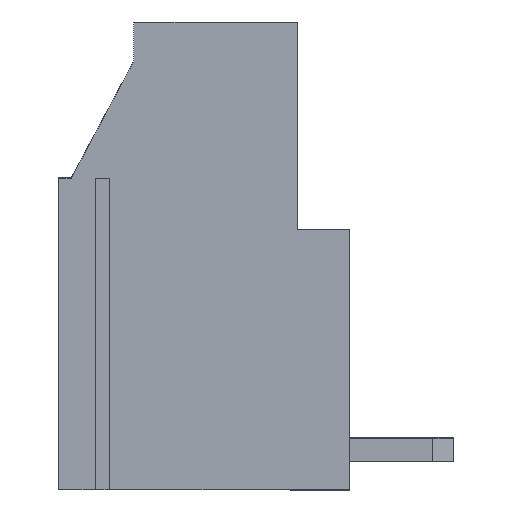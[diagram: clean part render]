
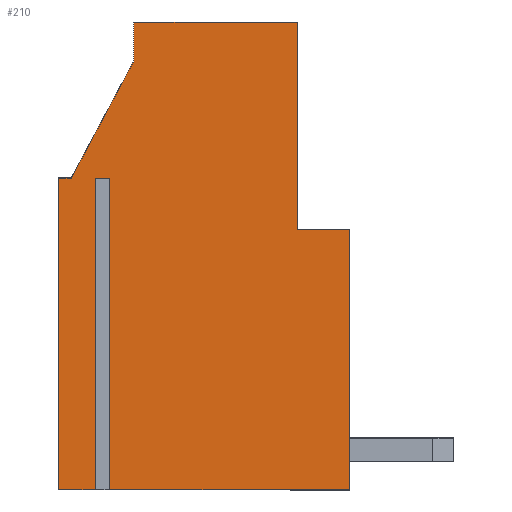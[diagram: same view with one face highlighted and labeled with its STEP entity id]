
A CAD part, front view. The second image highlights one B-rep face of the part: STEP entity #210.
In plain terms, the highlighted planar face has unit normal (0, -1, 0).
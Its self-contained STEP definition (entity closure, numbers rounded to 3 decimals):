
#210 = ADVANCED_FACE( '', ( #482 ), #483, .T. );
#482 = FACE_OUTER_BOUND( '', #836, .T. );
#483 = PLANE( '', #837 );
#836 = EDGE_LOOP( '', ( #1306, #1307, #1308, #1309, #1310, #1311, #1312, #1313, #1314, #1315, #1316, #1317, #1318 ) );
#837 = AXIS2_PLACEMENT_3D( '', #1319, #1320, #1321 );
#1306 = ORIENTED_EDGE( '', *, *, #2270, .T. );
#1307 = ORIENTED_EDGE( '', *, *, #2271, .T. );
#1308 = ORIENTED_EDGE( '', *, *, #2272, .T. );
#1309 = ORIENTED_EDGE( '', *, *, #2273, .F. );
#1310 = ORIENTED_EDGE( '', *, *, #2274, .F. );
#1311 = ORIENTED_EDGE( '', *, *, #2165, .F. );
#1312 = ORIENTED_EDGE( '', *, *, #2275, .T. );
#1313 = ORIENTED_EDGE( '', *, *, #2276, .T. );
#1314 = ORIENTED_EDGE( '', *, *, #2277, .T. );
#1315 = ORIENTED_EDGE( '', *, *, #2210, .T. );
#1316 = ORIENTED_EDGE( '', *, *, #2278, .T. );
#1317 = ORIENTED_EDGE( '', *, *, #2279, .T. );
#1318 = ORIENTED_EDGE( '', *, *, #2280, .F. );
#1319 = CARTESIAN_POINT( '', ( 0., -7.62, 0. ) );
#1320 = DIRECTION( '', ( 0., -1., 0. ) );
#1321 = DIRECTION( '', ( 0., 0., -1. ) );
#2165 = EDGE_CURVE( '', #2582, #2584, #2585, .T. );
#2210 = EDGE_CURVE( '', #2666, #2667, #2668, .T. );
#2270 = EDGE_CURVE( '', #2772, #2773, #2774, .T. );
#2271 = EDGE_CURVE( '', #2773, #2775, #2776, .T. );
#2272 = EDGE_CURVE( '', #2775, #2777, #2778, .T. );
#2273 = EDGE_CURVE( '', #2779, #2777, #2780, .T. );
#2274 = EDGE_CURVE( '', #2584, #2779, #2781, .T. );
#2275 = EDGE_CURVE( '', #2582, #2782, #2783, .T. );
#2276 = EDGE_CURVE( '', #2782, #2784, #2785, .T. );
#2277 = EDGE_CURVE( '', #2784, #2666, #2786, .T. );
#2278 = EDGE_CURVE( '', #2667, #2787, #2788, .T. );
#2279 = EDGE_CURVE( '', #2787, #2789, #2790, .T. );
#2280 = EDGE_CURVE( '', #2772, #2789, #2791, .T. );
#2582 = VERTEX_POINT( '', #3200 );
#2584 = VERTEX_POINT( '', #3203 );
#2585 = LINE( '', #3204, #3205 );
#2666 = VERTEX_POINT( '', #3325 );
#2667 = VERTEX_POINT( '', #3326 );
#2668 = LINE( '', #3327, #3328 );
#2772 = VERTEX_POINT( '', #3473 );
#2773 = VERTEX_POINT( '', #3474 );
#2774 = LINE( '', #3475, #3476 );
#2775 = VERTEX_POINT( '', #3477 );
#2776 = LINE( '', #3478, #3479 );
#2777 = VERTEX_POINT( '', #3480 );
#2778 = LINE( '', #3481, #3482 );
#2779 = VERTEX_POINT( '', #3483 );
#2780 = LINE( '', #3484, #3485 );
#2781 = LINE( '', #3486, #3487 );
#2782 = VERTEX_POINT( '', #3488 );
#2783 = LINE( '', #3489, #3490 );
#2784 = VERTEX_POINT( '', #3491 );
#2785 = LINE( '', #3492, #3493 );
#2786 = LINE( '', #3494, #3495 );
#2787 = VERTEX_POINT( '', #3496 );
#2788 = LINE( '', #3497, #3498 );
#2789 = VERTEX_POINT( '', #3499 );
#2790 = LINE( '', #3500, #3501 );
#2791 = LINE( '', #3502, #3503 );
#3200 = CARTESIAN_POINT( '', ( 9.2, -7.62, 18. ) );
#3203 = CARTESIAN_POINT( '', ( 9.2, -7.62, 10. ) );
#3204 = CARTESIAN_POINT( '', ( 9.2, -7.62, 18. ) );
#3205 = VECTOR( '', #4045, 1000. );
#3325 = CARTESIAN_POINT( '', ( 0.5, -7.62, 12. ) );
#3326 = CARTESIAN_POINT( '', ( 0., -7.62, 12. ) );
#3327 = CARTESIAN_POINT( '', ( 5.35, -7.62, 12. ) );
#3328 = VECTOR( '', #4085, 1000. );
#3473 = CARTESIAN_POINT( '', ( 1.42, -7.62, 12. ) );
#3474 = CARTESIAN_POINT( '', ( 1.97, -7.62, 12. ) );
#3475 = CARTESIAN_POINT( '', ( 1.42, -7.62, 12. ) );
#3476 = VECTOR( '', #4151, 1000. );
#3477 = CARTESIAN_POINT( '', ( 1.97, -7.62, 0. ) );
#3478 = CARTESIAN_POINT( '', ( 1.97, -7.62, 12. ) );
#3479 = VECTOR( '', #4152, 1000. );
#3480 = CARTESIAN_POINT( '', ( 11.2, -7.62, 0. ) );
#3481 = CARTESIAN_POINT( '', ( 0., -7.62, 0. ) );
#3482 = VECTOR( '', #4153, 1000. );
#3483 = CARTESIAN_POINT( '', ( 11.2, -7.62, 10. ) );
#3484 = CARTESIAN_POINT( '', ( 11.2, -7.62, -1. ) );
#3485 = VECTOR( '', #4154, 1000. );
#3486 = CARTESIAN_POINT( '', ( 9.447, -7.62, 10. ) );
#3487 = VECTOR( '', #4155, 1000. );
#3488 = CARTESIAN_POINT( '', ( 2.9, -7.62, 18. ) );
#3489 = CARTESIAN_POINT( '', ( 15.2, -7.62, 18. ) );
#3490 = VECTOR( '', #4156, 1000. );
#3491 = CARTESIAN_POINT( '', ( 2.9, -7.62, 16.5 ) );
#3492 = CARTESIAN_POINT( '', ( 2.9, -7.62, -1. ) );
#3493 = VECTOR( '', #4157, 1000. );
#3494 = CARTESIAN_POINT( '', ( -3.824, -7.62, 3.893 ) );
#3495 = VECTOR( '', #4158, 1000. );
#3496 = CARTESIAN_POINT( '', ( 0., -7.62, 0. ) );
#3497 = CARTESIAN_POINT( '', ( 0., -7.62, 18. ) );
#3498 = VECTOR( '', #4159, 1000. );
#3499 = CARTESIAN_POINT( '', ( 1.42, -7.62, 0. ) );
#3500 = CARTESIAN_POINT( '', ( 0., -7.62, 0. ) );
#3501 = VECTOR( '', #4160, 1000. );
#3502 = CARTESIAN_POINT( '', ( 1.42, -7.62, 12. ) );
#3503 = VECTOR( '', #4161, 1000. );
#4045 = DIRECTION( '', ( 0., 0., -1. ) );
#4085 = DIRECTION( '', ( -1., 0., 0. ) );
#4151 = DIRECTION( '', ( 1., 0., 0. ) );
#4152 = DIRECTION( '', ( 0., 0., -1. ) );
#4153 = DIRECTION( '', ( 1., 0., 0. ) );
#4154 = DIRECTION( '', ( 0., 0., -1. ) );
#4155 = DIRECTION( '', ( 1., 0., 0. ) );
#4156 = DIRECTION( '', ( -1., 0., 0. ) );
#4157 = DIRECTION( '', ( 0., 0., -1. ) );
#4158 = DIRECTION( '', ( -0.471, 0., -0.882 ) );
#4159 = DIRECTION( '', ( 0., 0., -1. ) );
#4160 = DIRECTION( '', ( 1., 0., 0. ) );
#4161 = DIRECTION( '', ( 0., 0., -1. ) );
